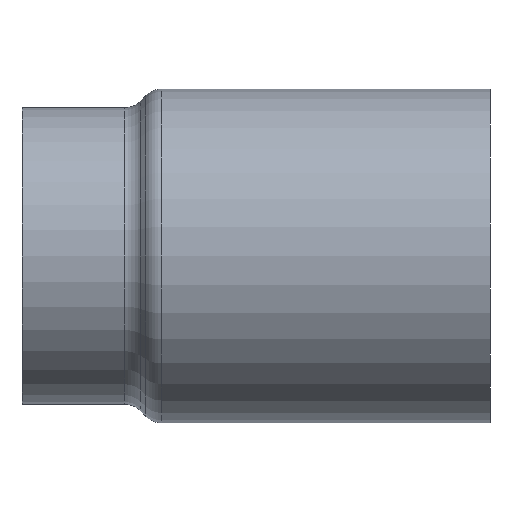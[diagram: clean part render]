
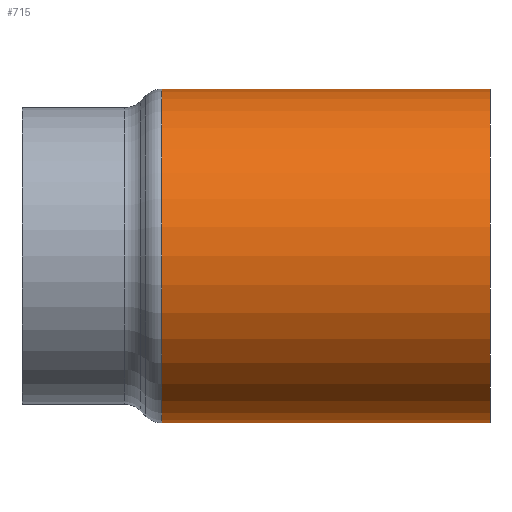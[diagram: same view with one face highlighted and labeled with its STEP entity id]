
A CAD part, left-side view. The second image highlights one B-rep face of the part: STEP entity #715.
In plain terms, the highlighted cylindrical face has radius 10.7 mm (diameter 21.4 mm), a partial arc.
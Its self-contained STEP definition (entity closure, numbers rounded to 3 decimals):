
#28 = CARTESIAN_POINT ( 'NONE',  ( 0., 21.05, -10.7 ) ) ;
#86 = LINE ( 'NONE', #109, #108 ) ;
#107 = DIRECTION ( 'NONE',  ( 0., -1., 0. ) ) ;
#108 = VECTOR ( 'NONE', #107, 1000. ) ;
#109 = CARTESIAN_POINT ( 'NONE',  ( 0., 0., -10.7 ) ) ;
#124 = CARTESIAN_POINT ( 'NONE',  ( 0., 0., -10.7 ) ) ;
#208 = CARTESIAN_POINT ( 'NONE',  ( 0., 21.05, 10.7 ) ) ;
#272 = CARTESIAN_POINT ( 'NONE',  ( 0., 0., 10.7 ) ) ;
#275 = DIRECTION ( 'NONE',  ( 0., -1., 0. ) ) ;
#276 = VECTOR ( 'NONE', #275, 1000. ) ;
#277 = CARTESIAN_POINT ( 'NONE',  ( 0., 0., 10.7 ) ) ;
#278 = LINE ( 'NONE', #277, #276 ) ;
#365 = FACE_OUTER_BOUND ( 'NONE', #718, .T. ) ;
#369 = CARTESIAN_POINT ( 'NONE',  ( 0., 0., 0. ) ) ;
#370 = CYLINDRICAL_SURFACE ( 'NONE', #398, 10.7 ) ;
#375 = DIRECTION ( 'NONE',  ( 0., 0., -1. ) ) ;
#376 = DIRECTION ( 'NONE',  ( 0., -1., 0. ) ) ;
#377 = CARTESIAN_POINT ( 'NONE',  ( 0., 0., 0. ) ) ;
#378 = AXIS2_PLACEMENT_3D ( 'NONE', #377, #376, #375 ) ;
#379 = CIRCLE ( 'NONE', #378, 10.7 ) ;
#385 = DIRECTION ( 'NONE',  ( 0., 0., 1. ) ) ;
#386 = DIRECTION ( 'NONE',  ( 0., -1., 0. ) ) ;
#390 = CARTESIAN_POINT ( 'NONE',  ( 0., 21.05, 0. ) ) ;
#391 = AXIS2_PLACEMENT_3D ( 'NONE', #390, #386, #385 ) ;
#392 = CIRCLE ( 'NONE', #391, 10.7 ) ;
#397 = DIRECTION ( 'NONE',  ( 0., 0., -1. ) ) ;
#398 = AXIS2_PLACEMENT_3D ( 'NONE', #369, #409, #397 ) ;
#409 = DIRECTION ( 'NONE',  ( 0., -1., 0. ) ) ;
#531 = VERTEX_POINT ( 'NONE', #28 ) ;
#553 = VERTEX_POINT ( 'NONE', #124 ) ;
#561 = EDGE_CURVE ( 'NONE', #531, #553, #86, .T. ) ;
#627 = VERTEX_POINT ( 'NONE', #208 ) ;
#658 = EDGE_CURVE ( 'NONE', #627, #661, #278, .T. ) ;
#661 = VERTEX_POINT ( 'NONE', #272 ) ;
#692 = ORIENTED_EDGE ( 'NONE', *, *, #658, .F. ) ;
#715 = ADVANCED_FACE ( 'NONE', ( #365 ), #370, .T. ) ;
#718 = EDGE_LOOP ( 'NONE', ( #692, #729, #728, #719 ) ) ;
#719 = ORIENTED_EDGE ( 'NONE', *, *, #734, .F. ) ;
#727 = EDGE_CURVE ( 'NONE', #627, #531, #392, .T. ) ;
#728 = ORIENTED_EDGE ( 'NONE', *, *, #561, .T. ) ;
#729 = ORIENTED_EDGE ( 'NONE', *, *, #727, .T. ) ;
#734 = EDGE_CURVE ( 'NONE', #661, #553, #379, .T. ) ;
